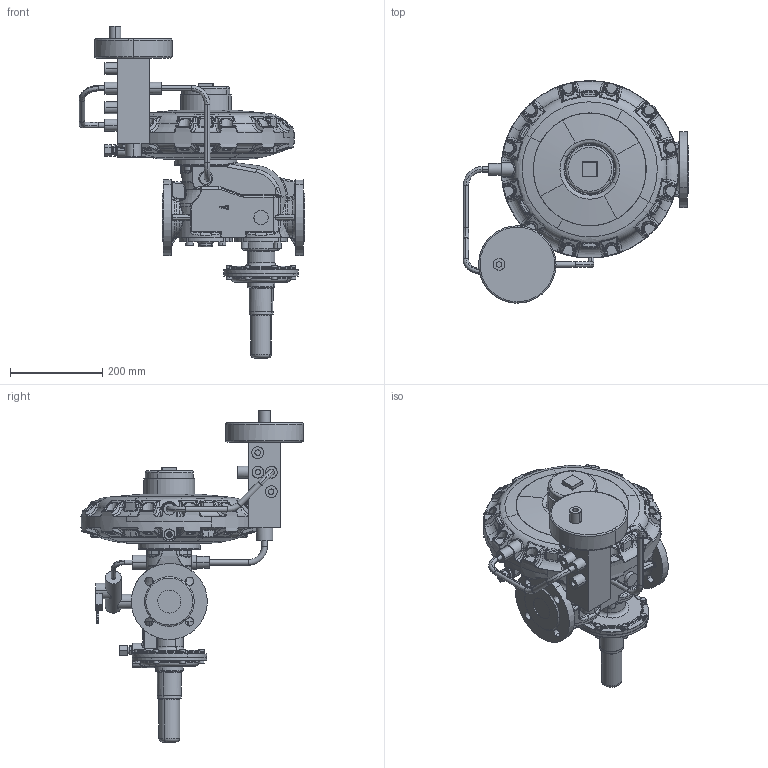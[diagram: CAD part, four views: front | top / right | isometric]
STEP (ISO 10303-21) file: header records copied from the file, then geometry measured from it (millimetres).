
FILE_DESCRIPTION(('CATIA V5 STEP Exchange'),'2;1');
FILE_NAME('RSP 255-050-390-R70-100.stp','2018-04-09T13:12:12+00:00',('none'),('none'),'CATIA Version 5 Release 19 SP 2 (IN-10)','CATIA V5 STEP AP214','none');
FILE_SCHEMA(('AUTOMOTIVE_DESIGN { 1 0 10303 214 1 1 1 1 }'));
Products named in the file (1): RSP 255-050-390-R70-100
Bounding box: 489.8 x 483.03 x 720.8 mm (x, y, z)
Volume: 18267540 mm3; surface area: 901522.6 mm2
Topology: 1 solids, 11 shells, 3147 faces, 7799 edges, 4471 vertices
Faces by surface type: bspline 1061, cylinder 771, torus 579, plane 418, cone 174, sphere 144
Entity records: 170831 total; most frequent: CARTESIAN_POINT 111455, ORIENTED_EDGE 15062, EDGE_CURVE 7531, DIRECTION 7024, VERTEX_POINT 4471, AXIS2_PLACEMENT_3D 4061, B_SPLINE_CURVE_WITH_KNOTS 3881, EDGE_LOOP 3238
